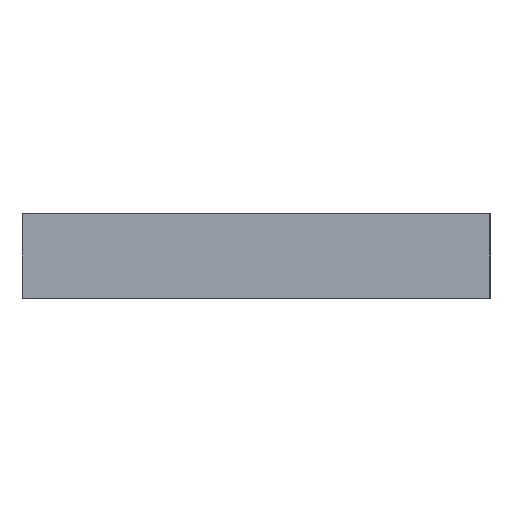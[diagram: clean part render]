
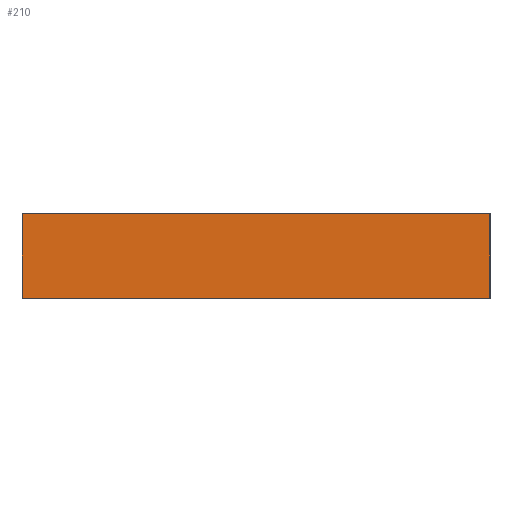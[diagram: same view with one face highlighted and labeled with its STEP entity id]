
A CAD part, left-side view. The second image highlights one B-rep face of the part: STEP entity #210.
In plain terms, the highlighted planar face has unit normal (-1, 0, 0).
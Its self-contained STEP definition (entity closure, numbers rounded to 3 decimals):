
#12 = CARTESIAN_POINT ( 'NONE',  ( 0., 0., -18. ) ) ;
#49 = ORIENTED_EDGE ( 'NONE', *, *, #337, .T. ) ;
#101 = DIRECTION ( 'NONE',  ( 0., -1., 0. ) ) ;
#210 = ADVANCED_FACE ( 'NONE', ( #634 ), #338, .F. ) ;
#226 = ORIENTED_EDGE ( 'NONE', *, *, #896, .T. ) ;
#246 = VERTEX_POINT ( 'NONE', #12 ) ;
#315 = LINE ( 'NONE', #1276, #1079 ) ;
#337 = EDGE_CURVE ( 'NONE', #687, #386, #458, .T. ) ;
#338 = PLANE ( 'NONE',  #538 ) ;
#358 = EDGE_CURVE ( 'NONE', #687, #1106, #1224, .T. ) ;
#386 = VERTEX_POINT ( 'NONE', #1006 ) ;
#419 = VECTOR ( 'NONE', #1135, 1000. ) ;
#426 = ORIENTED_EDGE ( 'NONE', *, *, #592, .F. ) ;
#427 = DIRECTION ( 'NONE',  ( 0., -1., 0. ) ) ;
#429 = LINE ( 'NONE', #530, #419 ) ;
#457 = VECTOR ( 'NONE', #427, 1000. ) ;
#458 = LINE ( 'NONE', #1183, #1247 ) ;
#507 = CARTESIAN_POINT ( 'NONE',  ( 0., 0., 18. ) ) ;
#530 = CARTESIAN_POINT ( 'NONE',  ( 0., 0., 18. ) ) ;
#538 = AXIS2_PLACEMENT_3D ( 'NONE', #507, #1177, #599 ) ;
#592 = EDGE_CURVE ( 'NONE', #1106, #246, #429, .T. ) ;
#599 = DIRECTION ( 'NONE',  ( 0., 0., -1. ) ) ;
#634 = FACE_OUTER_BOUND ( 'NONE', #847, .T. ) ;
#687 = VERTEX_POINT ( 'NONE', #850 ) ;
#710 = DIRECTION ( 'NONE',  ( 0., 0., -1. ) ) ;
#816 = ORIENTED_EDGE ( 'NONE', *, *, #358, .F. ) ;
#831 = CARTESIAN_POINT ( 'NONE',  ( 0., 0., 18. ) ) ;
#847 = EDGE_LOOP ( 'NONE', ( #226, #426, #816, #49 ) ) ;
#850 = CARTESIAN_POINT ( 'NONE',  ( 0., 200., 18. ) ) ;
#896 = EDGE_CURVE ( 'NONE', #386, #246, #315, .T. ) ;
#901 = CARTESIAN_POINT ( 'NONE',  ( 0., 0., 18. ) ) ;
#1006 = CARTESIAN_POINT ( 'NONE',  ( 0., 200., -18. ) ) ;
#1079 = VECTOR ( 'NONE', #101, 1000. ) ;
#1106 = VERTEX_POINT ( 'NONE', #831 ) ;
#1135 = DIRECTION ( 'NONE',  ( 0., 0., -1. ) ) ;
#1177 = DIRECTION ( 'NONE',  ( 1., 0., 0. ) ) ;
#1183 = CARTESIAN_POINT ( 'NONE',  ( 0., 200., 18. ) ) ;
#1224 = LINE ( 'NONE', #901, #457 ) ;
#1247 = VECTOR ( 'NONE', #710, 1000. ) ;
#1276 = CARTESIAN_POINT ( 'NONE',  ( 0., 0., -18. ) ) ;
